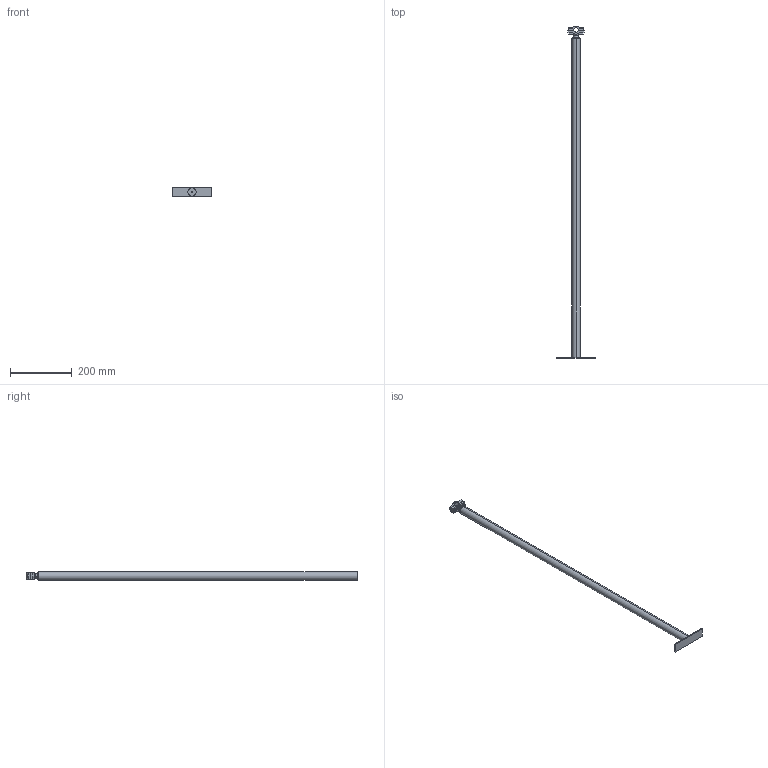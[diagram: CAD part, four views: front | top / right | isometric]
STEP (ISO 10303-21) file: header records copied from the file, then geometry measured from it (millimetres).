
FILE_DESCRIPTION (( 'STEP AP214' ), '1' );
FILE_NAME ('5408820.STEP', '2024-10-08T09:30:59', ( '' ), ( '' ), 'SwSTEP 2.0', 'SolidWorks 2022', '' );
FILE_SCHEMA (( 'AUTOMOTIVE_DESIGN' ));
Length unit declared in the file: millimetre
Products named in the file (6): 162840_M6 x 20; 162837; 162834_Standard; 162835_L=1030mm; 162836; 5408820
Assembly tree (6 placements, depth 2):
  5408820
    162836
    162837
    162835_L=1030mm
    162834_Standard
    162840_M6 x 20  x2
Bounding box: 125 x 1073.95 x 30 mm (x, y, z)
Volume: 574714.8 mm3; surface area: 105350.6 mm2
Topology: 6 solids, 6 shells, 115 faces, 282 edges, 182 vertices
Faces by surface type: plane 64, cylinder 39, cone 8, torus 4
Entity records: 3851 total; most frequent: CARTESIAN_POINT 631, DIRECTION 520, ORIENTED_EDGE 460, EDGE_CURVE 230, AXIS2_PLACEMENT_3D 193, VERTEX_POINT 150, VECTOR 134, LINE 134
